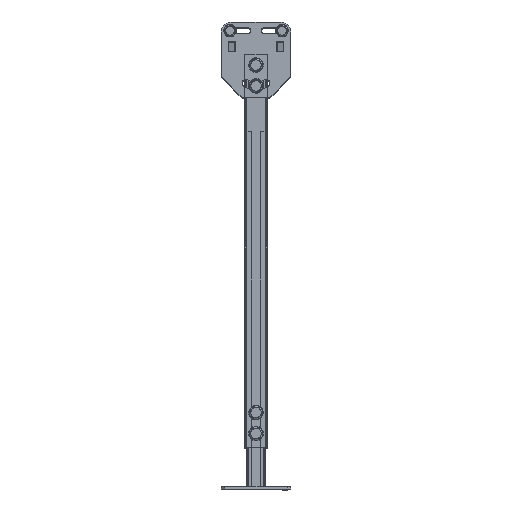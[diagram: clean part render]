
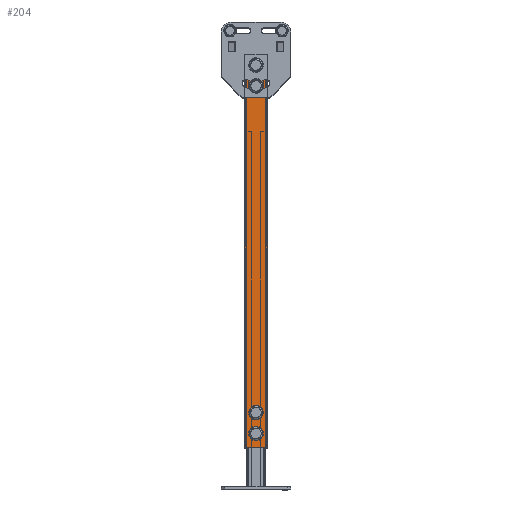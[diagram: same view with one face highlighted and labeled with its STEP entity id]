
A CAD part, top view. The second image highlights one B-rep face of the part: STEP entity #204.
In plain terms, the highlighted face is planar.
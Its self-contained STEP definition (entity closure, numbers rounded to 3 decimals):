
#25 = VECTOR ( 'NONE', #10387, 1000. ) ;
#112 = DIRECTION ( 'NONE',  ( -1., 0., 0. ) ) ;
#204 = ADVANCED_FACE ( 'NONE', ( #3612, #3665, #10252, #2096, #1280 ), #453, .F. ) ;
#322 = VERTEX_POINT ( 'NONE', #9838 ) ;
#328 = DIRECTION ( 'NONE',  ( 1., 0., 0. ) ) ;
#453 = PLANE ( 'NONE',  #2850 ) ;
#470 = VECTOR ( 'NONE', #5211, 1000. ) ;
#703 = DIRECTION ( 'NONE',  ( 0., 0., 1. ) ) ;
#1097 = CIRCLE ( 'NONE', #10656, 5.1 ) ;
#1098 = EDGE_LOOP ( 'NONE', ( #9265, #4568, #5269, #4390 ) ) ;
#1199 = DIRECTION ( 'NONE',  ( -1., 0., 0. ) ) ;
#1232 = CIRCLE ( 'NONE', #8562, 5.1 ) ;
#1280 = FACE_OUTER_BOUND ( 'NONE', #1098, .T. ) ;
#1302 = EDGE_CURVE ( 'NONE', #4584, #6409, #1232, .T. ) ;
#1311 = CARTESIAN_POINT ( 'NONE',  ( -17., 565., 16. ) ) ;
#1390 = DIRECTION ( 'NONE',  ( 0., 0., 1. ) ) ;
#1455 = CARTESIAN_POINT ( 'NONE',  ( -17., 0., 16. ) ) ;
#1822 = EDGE_CURVE ( 'NONE', #9012, #1953, #2811, .T. ) ;
#1879 = VERTEX_POINT ( 'NONE', #1311 ) ;
#1886 = EDGE_CURVE ( 'NONE', #4458, #4724, #2986, .T. ) ;
#1953 = VERTEX_POINT ( 'NONE', #4964 ) ;
#2096 = FACE_BOUND ( 'NONE', #9506, .T. ) ;
#2159 = EDGE_CURVE ( 'NONE', #8469, #8426, #2885, .T. ) ;
#2489 = CIRCLE ( 'NONE', #7217, 5.1 ) ;
#2620 = CIRCLE ( 'NONE', #10264, 5.1 ) ;
#2692 = LINE ( 'NONE', #6006, #470 ) ;
#2726 = VECTOR ( 'NONE', #8852, 1000. ) ;
#2796 = VERTEX_POINT ( 'NONE', #1455 ) ;
#2805 = EDGE_CURVE ( 'NONE', #1953, #9012, #2489, .T. ) ;
#2811 = CIRCLE ( 'NONE', #5267, 5.1 ) ;
#2850 = AXIS2_PLACEMENT_3D ( 'NONE', #7831, #328, #3778 ) ;
#2867 = ORIENTED_EDGE ( 'NONE', *, *, #1302, .F. ) ;
#2885 = LINE ( 'NONE', #3749, #25 ) ;
#2963 = EDGE_LOOP ( 'NONE', ( #5287, #4253 ) ) ;
#2986 = CIRCLE ( 'NONE', #4023, 5.1 ) ;
#3040 = EDGE_CURVE ( 'NONE', #4724, #4458, #1097, .T. ) ;
#3612 = FACE_BOUND ( 'NONE', #10507, .T. ) ;
#3665 = FACE_BOUND ( 'NONE', #2963, .T. ) ;
#3749 = CARTESIAN_POINT ( 'NONE',  ( -17., 565., -16. ) ) ;
#3778 = DIRECTION ( 'NONE',  ( 0., 0., -1. ) ) ;
#3782 = CARTESIAN_POINT ( 'NONE',  ( -17., 520., 0. ) ) ;
#3935 = CARTESIAN_POINT ( 'NONE',  ( -17., 520., -5.1 ) ) ;
#4023 = AXIS2_PLACEMENT_3D ( 'NONE', #10608, #5696, #7160 ) ;
#4214 = EDGE_CURVE ( 'NONE', #10366, #322, #2620, .T. ) ;
#4253 = ORIENTED_EDGE ( 'NONE', *, *, #1886, .F. ) ;
#4372 = CIRCLE ( 'NONE', #10449, 5.1 ) ;
#4375 = CARTESIAN_POINT ( 'NONE',  ( -17., 50., 0. ) ) ;
#4390 = ORIENTED_EDGE ( 'NONE', *, *, #2159, .T. ) ;
#4430 = CARTESIAN_POINT ( 'NONE',  ( -17., 550., 0. ) ) ;
#4432 = CARTESIAN_POINT ( 'NONE',  ( -17., 550., -5.1 ) ) ;
#4458 = VERTEX_POINT ( 'NONE', #8907 ) ;
#4568 = ORIENTED_EDGE ( 'NONE', *, *, #10059, .T. ) ;
#4584 = VERTEX_POINT ( 'NONE', #5401 ) ;
#4645 = CARTESIAN_POINT ( 'NONE',  ( -17., 565., 17. ) ) ;
#4724 = VERTEX_POINT ( 'NONE', #8018 ) ;
#4935 = DIRECTION ( 'NONE',  ( -1., 0., 0. ) ) ;
#4964 = CARTESIAN_POINT ( 'NONE',  ( -17., 520., 5.1 ) ) ;
#5203 = DIRECTION ( 'NONE',  ( 0., 0., 1. ) ) ;
#5211 = DIRECTION ( 'NONE',  ( 0., 1., 0. ) ) ;
#5261 = DIRECTION ( 'NONE',  ( -1., 0., 0. ) ) ;
#5267 = AXIS2_PLACEMENT_3D ( 'NONE', #5353, #7702, #10230 ) ;
#5269 = ORIENTED_EDGE ( 'NONE', *, *, #9377, .F. ) ;
#5287 = ORIENTED_EDGE ( 'NONE', *, *, #3040, .F. ) ;
#5353 = CARTESIAN_POINT ( 'NONE',  ( -17., 520., 0. ) ) ;
#5383 = DIRECTION ( 'NONE',  ( -1., 0., 0. ) ) ;
#5401 = CARTESIAN_POINT ( 'NONE',  ( -17., 50., 5.1 ) ) ;
#5689 = DIRECTION ( 'NONE',  ( 0., 0., 1. ) ) ;
#5696 = DIRECTION ( 'NONE',  ( -1., 0., 0. ) ) ;
#6006 = CARTESIAN_POINT ( 'NONE',  ( -17., 565., 16. ) ) ;
#6073 = VECTOR ( 'NONE', #703, 1000. ) ;
#6409 = VERTEX_POINT ( 'NONE', #9877 ) ;
#6517 = DIRECTION ( 'NONE',  ( -1., 0., 0. ) ) ;
#6612 = EDGE_LOOP ( 'NONE', ( #7039, #9814 ) ) ;
#7039 = ORIENTED_EDGE ( 'NONE', *, *, #8837, .F. ) ;
#7160 = DIRECTION ( 'NONE',  ( 0., 0., 1. ) ) ;
#7217 = AXIS2_PLACEMENT_3D ( 'NONE', #3782, #5383, #1390 ) ;
#7616 = DIRECTION ( 'NONE',  ( 0., 0., 1. ) ) ;
#7702 = DIRECTION ( 'NONE',  ( -1., 0., 0. ) ) ;
#7797 = ORIENTED_EDGE ( 'NONE', *, *, #2805, .F. ) ;
#7831 = CARTESIAN_POINT ( 'NONE',  ( -17., 565., 17. ) ) ;
#7873 = LINE ( 'NONE', #4645, #2726 ) ;
#8018 = CARTESIAN_POINT ( 'NONE',  ( -17., 20., 5.1 ) ) ;
#8045 = ORIENTED_EDGE ( 'NONE', *, *, #1822, .F. ) ;
#8373 = EDGE_CURVE ( 'NONE', #6409, #4584, #4372, .T. ) ;
#8424 = CARTESIAN_POINT ( 'NONE',  ( -17., 20., 0. ) ) ;
#8426 = VERTEX_POINT ( 'NONE', #10050 ) ;
#8469 = VERTEX_POINT ( 'NONE', #8712 ) ;
#8562 = AXIS2_PLACEMENT_3D ( 'NONE', #4375, #112, #10039 ) ;
#8602 = ORIENTED_EDGE ( 'NONE', *, *, #8373, .F. ) ;
#8712 = CARTESIAN_POINT ( 'NONE',  ( -17., 565., -16. ) ) ;
#8837 = EDGE_CURVE ( 'NONE', #322, #10366, #10257, .T. ) ;
#8852 = DIRECTION ( 'NONE',  ( 0., 0., 1. ) ) ;
#8907 = CARTESIAN_POINT ( 'NONE',  ( -17., 20., -5.1 ) ) ;
#9012 = VERTEX_POINT ( 'NONE', #3935 ) ;
#9243 = AXIS2_PLACEMENT_3D ( 'NONE', #10533, #4935, #10633 ) ;
#9265 = ORIENTED_EDGE ( 'NONE', *, *, #9510, .T. ) ;
#9377 = EDGE_CURVE ( 'NONE', #8469, #1879, #7873, .T. ) ;
#9506 = EDGE_LOOP ( 'NONE', ( #7797, #8045 ) ) ;
#9510 = EDGE_CURVE ( 'NONE', #8426, #2796, #9867, .T. ) ;
#9814 = ORIENTED_EDGE ( 'NONE', *, *, #4214, .F. ) ;
#9838 = CARTESIAN_POINT ( 'NONE',  ( -17., 550., 5.1 ) ) ;
#9867 = LINE ( 'NONE', #9911, #6073 ) ;
#9877 = CARTESIAN_POINT ( 'NONE',  ( -17., 50., -5.1 ) ) ;
#9911 = CARTESIAN_POINT ( 'NONE',  ( -17., 0., 17. ) ) ;
#10039 = DIRECTION ( 'NONE',  ( 0., 0., 1. ) ) ;
#10050 = CARTESIAN_POINT ( 'NONE',  ( -17., 0., -16. ) ) ;
#10059 = EDGE_CURVE ( 'NONE', #2796, #1879, #2692, .T. ) ;
#10230 = DIRECTION ( 'NONE',  ( 0., 0., 1. ) ) ;
#10252 = FACE_BOUND ( 'NONE', #6612, .T. ) ;
#10257 = CIRCLE ( 'NONE', #9243, 5.1 ) ;
#10264 = AXIS2_PLACEMENT_3D ( 'NONE', #4430, #1199, #5203 ) ;
#10366 = VERTEX_POINT ( 'NONE', #4432 ) ;
#10387 = DIRECTION ( 'NONE',  ( 0., -1., 0. ) ) ;
#10449 = AXIS2_PLACEMENT_3D ( 'NONE', #10603, #6517, #5689 ) ;
#10507 = EDGE_LOOP ( 'NONE', ( #2867, #8602 ) ) ;
#10533 = CARTESIAN_POINT ( 'NONE',  ( -17., 550., 0. ) ) ;
#10603 = CARTESIAN_POINT ( 'NONE',  ( -17., 50., 0. ) ) ;
#10608 = CARTESIAN_POINT ( 'NONE',  ( -17., 20., 0. ) ) ;
#10633 = DIRECTION ( 'NONE',  ( 0., 0., 1. ) ) ;
#10656 = AXIS2_PLACEMENT_3D ( 'NONE', #8424, #5261, #7616 ) ;
